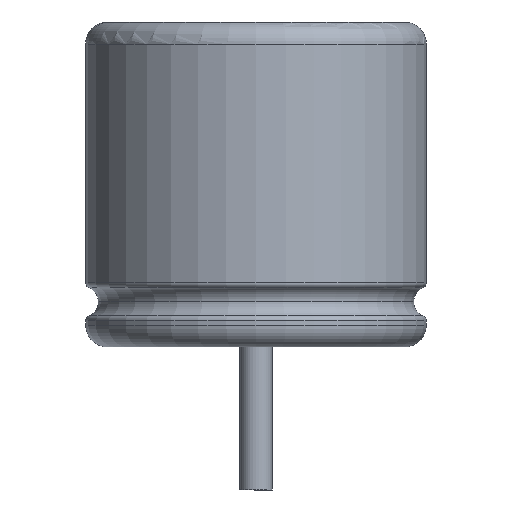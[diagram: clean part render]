
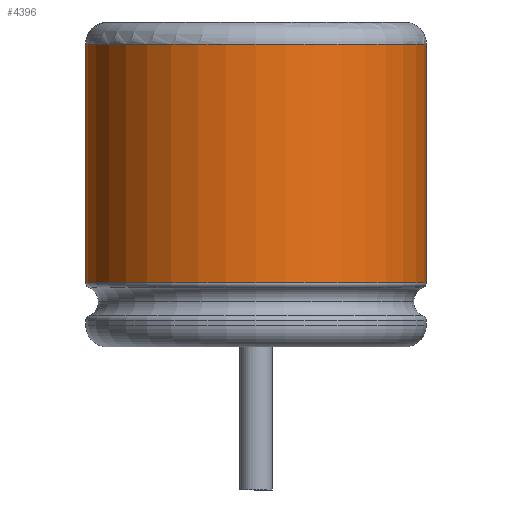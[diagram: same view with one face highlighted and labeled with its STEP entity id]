
A CAD part, left-side view. The second image highlights one B-rep face of the part: STEP entity #4396.
In plain terms, the highlighted cylindrical face has radius 3.15 mm (diameter 6.3 mm), a partial arc.
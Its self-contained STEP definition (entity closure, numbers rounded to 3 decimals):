
#60 = CIRCLE ( 'NONE', #2861, 3.15 ) ;
#158 = VERTEX_POINT ( 'NONE', #1264 ) ;
#225 = DIRECTION ( 'NONE',  ( 0., 0., -1. ) ) ;
#268 = DIRECTION ( 'NONE',  ( 0., 1., 0. ) ) ;
#373 = EDGE_CURVE ( 'NONE', #3639, #158, #60, .T. ) ;
#402 = ORIENTED_EDGE ( 'NONE', *, *, #2013, .T. ) ;
#412 = VERTEX_POINT ( 'NONE', #4287 ) ;
#675 = CYLINDRICAL_SURFACE ( 'NONE', #3707, 3.15 ) ;
#899 = VECTOR ( 'NONE', #1364, 1000. ) ;
#1238 = CARTESIAN_POINT ( 'NONE',  ( 0., 3.15, 5.6 ) ) ;
#1264 = CARTESIAN_POINT ( 'NONE',  ( 0., 3.15, 1.185 ) ) ;
#1316 = VECTOR ( 'NONE', #1411, 1000. ) ;
#1364 = DIRECTION ( 'NONE',  ( 0., 0., -1. ) ) ;
#1411 = DIRECTION ( 'NONE',  ( 0., 0., -1. ) ) ;
#1615 = DIRECTION ( 'NONE',  ( 0., 0., -1. ) ) ;
#1702 = EDGE_LOOP ( 'NONE', ( #2653, #2290, #402, #2701 ) ) ;
#1762 = EDGE_CURVE ( 'NONE', #412, #3639, #2939, .T. ) ;
#1772 = CIRCLE ( 'NONE', #4101, 3.15 ) ;
#1935 = CARTESIAN_POINT ( 'NONE',  ( 0., 0., 1.185 ) ) ;
#2013 = EDGE_CURVE ( 'NONE', #2550, #158, #3964, .T. ) ;
#2032 = DIRECTION ( 'NONE',  ( 0., 0., -1. ) ) ;
#2275 = EDGE_CURVE ( 'NONE', #412, #2550, #1772, .T. ) ;
#2290 = ORIENTED_EDGE ( 'NONE', *, *, #2275, .T. ) ;
#2328 = CARTESIAN_POINT ( 'NONE',  ( 0., 0., 5.6 ) ) ;
#2464 = CARTESIAN_POINT ( 'NONE',  ( 0., 3.15, -18.163 ) ) ;
#2550 = VERTEX_POINT ( 'NONE', #1238 ) ;
#2639 = DIRECTION ( 'NONE',  ( 0., 1., 0. ) ) ;
#2653 = ORIENTED_EDGE ( 'NONE', *, *, #1762, .F. ) ;
#2701 = ORIENTED_EDGE ( 'NONE', *, *, #373, .F. ) ;
#2720 = CARTESIAN_POINT ( 'NONE',  ( 0., -3.15, -18.163 ) ) ;
#2861 = AXIS2_PLACEMENT_3D ( 'NONE', #1935, #1615, #2639 ) ;
#2939 = LINE ( 'NONE', #2720, #899 ) ;
#3282 = CARTESIAN_POINT ( 'NONE',  ( 0., -3.15, 1.185 ) ) ;
#3309 = FACE_OUTER_BOUND ( 'NONE', #1702, .T. ) ;
#3369 = DIRECTION ( 'NONE',  ( 0., 1., 0. ) ) ;
#3639 = VERTEX_POINT ( 'NONE', #3282 ) ;
#3707 = AXIS2_PLACEMENT_3D ( 'NONE', #4361, #225, #268 ) ;
#3964 = LINE ( 'NONE', #2464, #1316 ) ;
#4101 = AXIS2_PLACEMENT_3D ( 'NONE', #2328, #2032, #3369 ) ;
#4287 = CARTESIAN_POINT ( 'NONE',  ( 0., -3.15, 5.6 ) ) ;
#4361 = CARTESIAN_POINT ( 'NONE',  ( 0., 0., -18.163 ) ) ;
#4396 = ADVANCED_FACE ( 'NONE', ( #3309 ), #675, .T. ) ;
